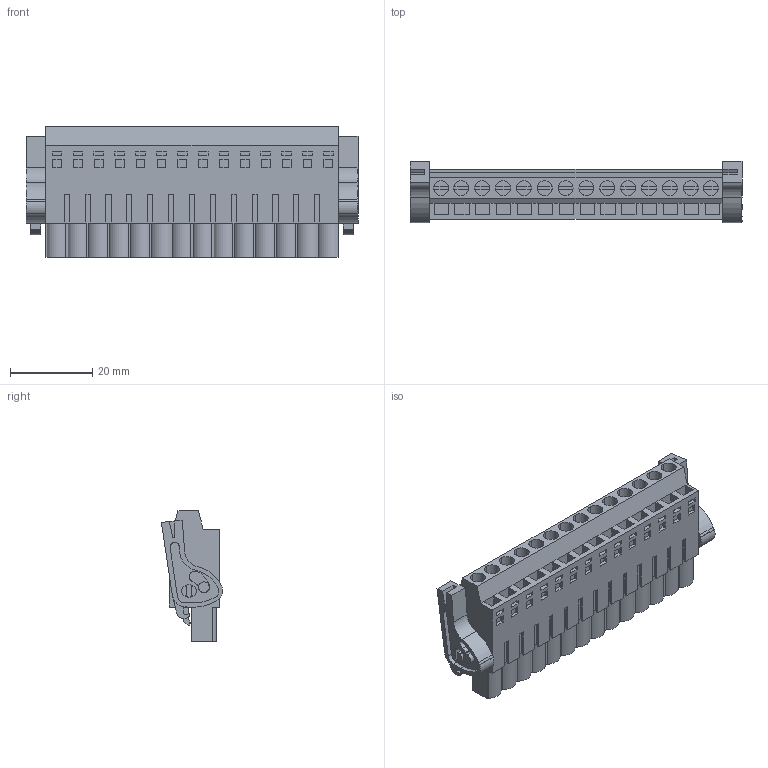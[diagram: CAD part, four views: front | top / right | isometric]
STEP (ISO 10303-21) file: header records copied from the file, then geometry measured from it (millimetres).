
FILE_DESCRIPTION(('CATIA V5 STEP Exchange','CAx-IF Rec.Pracs.--- Model Styling and Organization---1.2---2011-12-15'),'2;1');
FILE_NAME ('D1458705_0_1890340000_1890340000.stp','2017-10-31T20:48:48+00:00',('none'),('Weidmueller'),'CATIA Version 5-6 Release 2014','CATIA V5 STEP AP214','none');
FILE_SCHEMA(('AUTOMOTIVE_DESIGN { 1 0 10303 214 1 1 1 1 }'));
Length unit declared in the file: millimetre
Products named in the file (1): 1890340000
Bounding box: 80.82 x 14.91 x 31.8 mm (x, y, z)
Volume: 20243.8 mm3; surface area: 12394.6 mm2
Topology: 17 solids, 17 shells, 1069 faces, 2974 edges, 2021 vertices
Faces by surface type: plane 865, cylinder 204
Entity records: 33346 total; most frequent: CARTESIAN_POINT 6381, ORIENTED_EDGE 5948, DIRECTION 4306, EDGE_CURVE 2974, VECTOR 2490, LINE 2490, VERTEX_POINT 2021, EDGE_LOOP 1159
